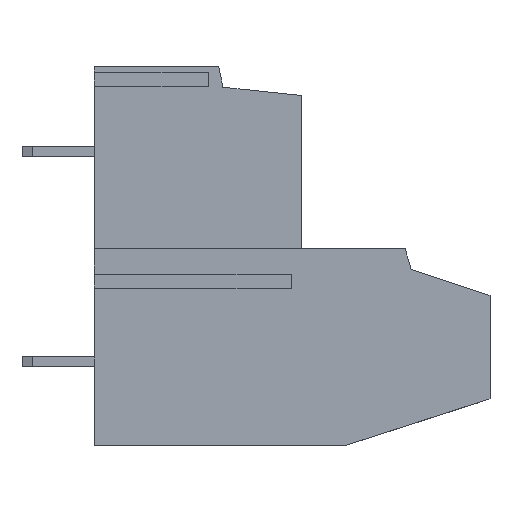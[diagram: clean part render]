
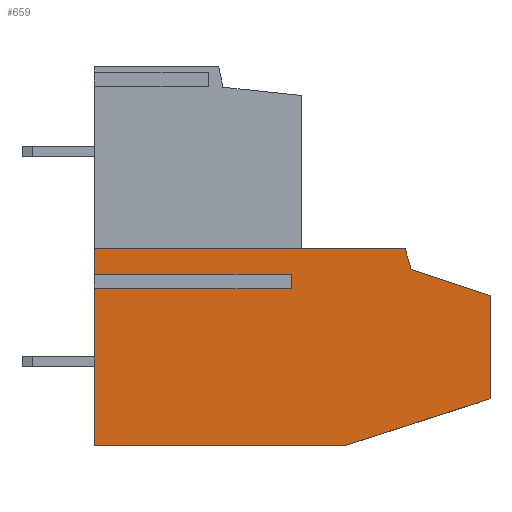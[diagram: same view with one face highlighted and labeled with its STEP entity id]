
A CAD part, front view. The second image highlights one B-rep face of the part: STEP entity #659.
In plain terms, the highlighted planar face has unit normal (0, -1, 0).
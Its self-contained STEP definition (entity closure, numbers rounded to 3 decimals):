
#659 = ADVANCED_FACE( '', ( #1440 ), #1441, .T. );
#1440 = FACE_OUTER_BOUND( '', #2401, .T. );
#1441 = PLANE( '', #2402 );
#2401 = EDGE_LOOP( '', ( #3931, #3932, #3933, #3934, #3935, #3936, #3937, #3938, #3939, #3940, #3941, #3942 ) );
#2402 = AXIS2_PLACEMENT_3D( '', #3943, #3944, #3945 );
#3931 = ORIENTED_EDGE( '', *, *, #6409, .F. );
#3932 = ORIENTED_EDGE( '', *, *, #6236, .F. );
#3933 = ORIENTED_EDGE( '', *, *, #6410, .T. );
#3934 = ORIENTED_EDGE( '', *, *, #6332, .F. );
#3935 = ORIENTED_EDGE( '', *, *, #6411, .F. );
#3936 = ORIENTED_EDGE( '', *, *, #6412, .T. );
#3937 = ORIENTED_EDGE( '', *, *, #6055, .T. );
#3938 = ORIENTED_EDGE( '', *, *, #6413, .T. );
#3939 = ORIENTED_EDGE( '', *, *, #6414, .T. );
#3940 = ORIENTED_EDGE( '', *, *, #6415, .T. );
#3941 = ORIENTED_EDGE( '', *, *, #6416, .T. );
#3942 = ORIENTED_EDGE( '', *, *, #6315, .F. );
#3943 = CARTESIAN_POINT( '', ( 9.55, -2.54, -9.5 ) );
#3944 = DIRECTION( '', ( 0., -1., 0. ) );
#3945 = DIRECTION( '', ( 0., 0., -1. ) );
#6055 = EDGE_CURVE( '', #7276, #7280, #7282, .T. );
#6236 = EDGE_CURVE( '', #7591, #7592, #7593, .T. );
#6315 = EDGE_CURVE( '', #7723, #7726, #7727, .T. );
#6332 = EDGE_CURVE( '', #7755, #7757, #7758, .T. );
#6409 = EDGE_CURVE( '', #7592, #7723, #7880, .T. );
#6410 = EDGE_CURVE( '', #7591, #7757, #7881, .T. );
#6411 = EDGE_CURVE( '', #7882, #7755, #7883, .T. );
#6412 = EDGE_CURVE( '', #7882, #7276, #7884, .T. );
#6413 = EDGE_CURVE( '', #7280, #7885, #7886, .T. );
#6414 = EDGE_CURVE( '', #7885, #7887, #7888, .T. );
#6415 = EDGE_CURVE( '', #7887, #7539, #7889, .T. );
#6416 = EDGE_CURVE( '', #7539, #7726, #7890, .T. );
#7276 = VERTEX_POINT( '', #9014 );
#7280 = VERTEX_POINT( '', #9020 );
#7282 = LINE( '', #9023, #9024 );
#7539 = VERTEX_POINT( '', #9378 );
#7591 = VERTEX_POINT( '', #9445 );
#7592 = VERTEX_POINT( '', #9446 );
#7593 = LINE( '', #9447, #9448 );
#7723 = VERTEX_POINT( '', #9631 );
#7726 = VERTEX_POINT( '', #9635 );
#7727 = LINE( '', #9636, #9637 );
#7755 = VERTEX_POINT( '', #9680 );
#7757 = VERTEX_POINT( '', #9683 );
#7758 = LINE( '', #9684, #9685 );
#7880 = LINE( '', #9874, #9875 );
#7881 = LINE( '', #9876, #9877 );
#7882 = VERTEX_POINT( '', #9878 );
#7883 = LINE( '', #9879, #9880 );
#7884 = LINE( '', #9881, #9882 );
#7885 = VERTEX_POINT( '', #9883 );
#7886 = LINE( '', #9884, #9885 );
#7887 = VERTEX_POINT( '', #9886 );
#7888 = LINE( '', #9887, #9888 );
#7889 = LINE( '', #9889, #9890 );
#7890 = LINE( '', #9891, #9892 );
#9014 = CARTESIAN_POINT( '', ( 9.55, -2.54, -7.25 ) );
#9020 = CARTESIAN_POINT( '', ( 9.55, -2.54, -2.25 ) );
#9023 = CARTESIAN_POINT( '', ( 9.55, -2.54, -9.5 ) );
#9024 = VECTOR( '', #11095, 1000. );
#9378 = CARTESIAN_POINT( '', ( 0.45, -2.54, 0. ) );
#9445 = CARTESIAN_POINT( '', ( -0.05, -2.54, -1.925 ) );
#9446 = CARTESIAN_POINT( '', ( -0.05, -2.54, -1.225 ) );
#9447 = CARTESIAN_POINT( '', ( -0.05, -2.54, -1.925 ) );
#9448 = VECTOR( '', #11322, 1000. );
#9631 = CARTESIAN_POINT( '', ( -9.55, -2.54, -1.225 ) );
#9635 = CARTESIAN_POINT( '', ( -9.55, -2.54, 0. ) );
#9636 = CARTESIAN_POINT( '', ( -9.55, -2.54, -9.5 ) );
#9637 = VECTOR( '', #11398, 1000. );
#9680 = CARTESIAN_POINT( '', ( -9.55, -2.54, -9.5 ) );
#9683 = CARTESIAN_POINT( '', ( -9.55, -2.54, -1.925 ) );
#9684 = CARTESIAN_POINT( '', ( -9.55, -2.54, -9.5 ) );
#9685 = VECTOR( '', #11415, 1000. );
#9874 = CARTESIAN_POINT( '', ( -0.05, -2.54, -1.225 ) );
#9875 = VECTOR( '', #11489, 1000. );
#9876 = CARTESIAN_POINT( '', ( -0.05, -2.54, -1.925 ) );
#9877 = VECTOR( '', #11490, 1000. );
#9878 = CARTESIAN_POINT( '', ( 2.55, -2.54, -9.5 ) );
#9879 = CARTESIAN_POINT( '', ( 9.55, -2.54, -9.5 ) );
#9880 = VECTOR( '', #11491, 1000. );
#9881 = CARTESIAN_POINT( '', ( 8.895, -2.54, -7.461 ) );
#9882 = VECTOR( '', #11492, 1000. );
#9883 = CARTESIAN_POINT( '', ( 5.75, -2.54, -1. ) );
#9884 = CARTESIAN_POINT( '', ( 11.702, -2.54, -2.958 ) );
#9885 = VECTOR( '', #11493, 1000. );
#9886 = CARTESIAN_POINT( '', ( 5.45, -2.54, 0. ) );
#9887 = CARTESIAN_POINT( '', ( 8.403, -2.54, -9.844 ) );
#9888 = VECTOR( '', #11494, 1000. );
#9889 = CARTESIAN_POINT( '', ( 9.55, -2.54, 0. ) );
#9890 = VECTOR( '', #11495, 1000. );
#9891 = CARTESIAN_POINT( '', ( 9.55, -2.54, 0. ) );
#9892 = VECTOR( '', #11496, 1000. );
#11095 = DIRECTION( '', ( 0., 0., 1. ) );
#11322 = DIRECTION( '', ( 0., 0., 1. ) );
#11398 = DIRECTION( '', ( 0., 0., 1. ) );
#11415 = DIRECTION( '', ( 0., 0., 1. ) );
#11489 = DIRECTION( '', ( -1., 0., 0. ) );
#11490 = DIRECTION( '', ( -1., 0., 0. ) );
#11491 = DIRECTION( '', ( -1., 0., 0. ) );
#11492 = DIRECTION( '', ( 0.952, 0., 0.306 ) );
#11493 = DIRECTION( '', ( -0.95, 0., 0.312 ) );
#11494 = DIRECTION( '', ( -0.287, 0., 0.958 ) );
#11495 = DIRECTION( '', ( -1., 0., 0. ) );
#11496 = DIRECTION( '', ( -1., 0., 0. ) );
